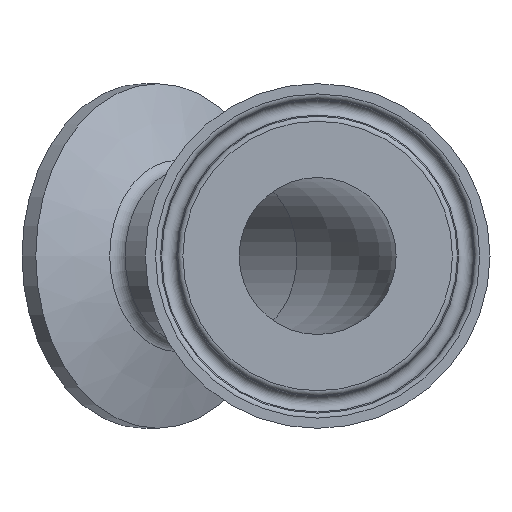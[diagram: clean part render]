
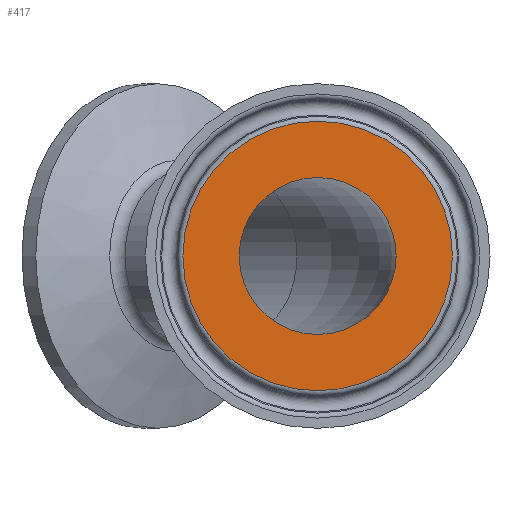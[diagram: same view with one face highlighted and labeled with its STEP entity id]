
A CAD part, front view. The second image highlights one B-rep face of the part: STEP entity #417.
In plain terms, the highlighted planar face has unit normal (0, -1, 0).
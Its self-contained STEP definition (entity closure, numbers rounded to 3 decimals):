
#17=FACE_BOUND('',#104,.T.);
#21=PLANE('',#500);
#75=FACE_OUTER_BOUND('',#103,.T.);
#103=EDGE_LOOP('',(#348));
#104=EDGE_LOOP('',(#349));
#146=CIRCLE('',#493,19.747);
#152=CIRCLE('',#501,11.5);
#191=VERTEX_POINT('',#769);
#196=VERTEX_POINT('',#783);
#243=EDGE_CURVE('',#191,#191,#146,.T.);
#250=EDGE_CURVE('',#196,#196,#152,.T.);
#348=ORIENTED_EDGE('',*,*,#243,.F.);
#349=ORIENTED_EDGE('',*,*,#250,.F.);
#417=ADVANCED_FACE('',(#75,#17),#21,.T.);
#493=AXIS2_PLACEMENT_3D('',#770,#624,#625);
#500=AXIS2_PLACEMENT_3D('',#782,#639,#640);
#501=AXIS2_PLACEMENT_3D('',#784,#641,#642);
#624=DIRECTION('center_axis',(0.,1.,0.));
#625=DIRECTION('ref_axis',(1.,0.,0.));
#639=DIRECTION('center_axis',(0.,-1.,0.));
#640=DIRECTION('ref_axis',(0.,0.,-1.));
#641=DIRECTION('center_axis',(0.,-1.,0.));
#642=DIRECTION('ref_axis',(1.,0.,0.));
#769=CARTESIAN_POINT('',(0.,-36.,19.747));
#770=CARTESIAN_POINT('Origin',(0.,-36.,0.));
#782=CARTESIAN_POINT('Origin',(11.5,-36.,0.));
#783=CARTESIAN_POINT('',(-11.5,-36.,0.));
#784=CARTESIAN_POINT('Origin',(0.,-36.,0.));
